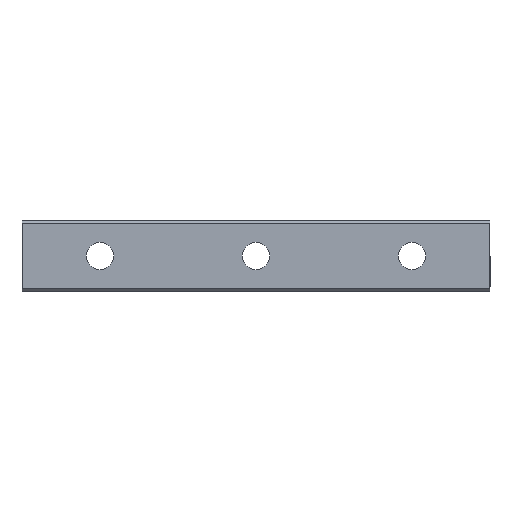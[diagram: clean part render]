
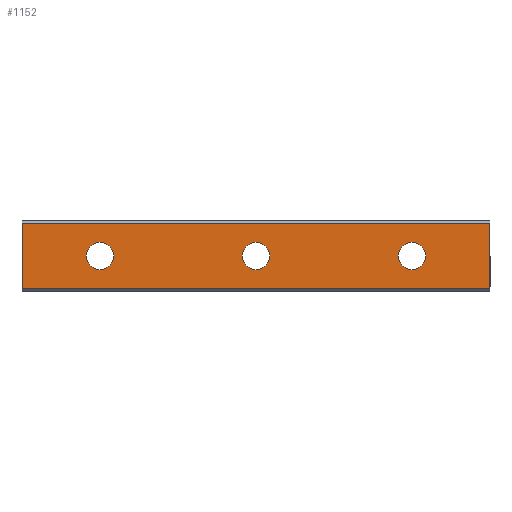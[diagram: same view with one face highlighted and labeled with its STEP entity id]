
A CAD part, front view. The second image highlights one B-rep face of the part: STEP entity #1152.
In plain terms, the highlighted planar face has unit normal (0, -1, 0).
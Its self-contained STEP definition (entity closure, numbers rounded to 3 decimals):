
#1 = CIRCLE ( 'NONE', #905, 1.75 ) ;
#16 = CARTESIAN_POINT ( 'NONE',  ( 0., 0., -1.75 ) ) ;
#31 = CARTESIAN_POINT ( 'NONE',  ( 50., 0., 4.2 ) ) ;
#37 = EDGE_CURVE ( 'NONE', #686, #851, #399, .T. ) ;
#43 = CARTESIAN_POINT ( 'NONE',  ( 50., 0., -4.2 ) ) ;
#52 = AXIS2_PLACEMENT_3D ( 'NONE', #1411, #1164, #378 ) ;
#67 = CIRCLE ( 'NONE', #319, 1.75 ) ;
#141 = PLANE ( 'NONE',  #52 ) ;
#150 = ORIENTED_EDGE ( 'NONE', *, *, #37, .F. ) ;
#152 = DIRECTION ( 'NONE',  ( 0., -1., 0. ) ) ;
#174 = CARTESIAN_POINT ( 'NONE',  ( 40., 0., 0. ) ) ;
#180 = VERTEX_POINT ( 'NONE', #945 ) ;
#189 = DIRECTION ( 'NONE',  ( 0., 0., 1. ) ) ;
#196 = DIRECTION ( 'NONE',  ( 0., -1., 0. ) ) ;
#218 = CARTESIAN_POINT ( 'NONE',  ( -10., 0., 4.2 ) ) ;
#219 = CIRCLE ( 'NONE', #1162, 1.75 ) ;
#227 = DIRECTION ( 'NONE',  ( 0., 0., 1. ) ) ;
#235 = CARTESIAN_POINT ( 'NONE',  ( 40., 0., 1.75 ) ) ;
#243 = DIRECTION ( 'NONE',  ( 1., 0., 0. ) ) ;
#254 = CARTESIAN_POINT ( 'NONE',  ( 40., 0., 0. ) ) ;
#269 = LINE ( 'NONE', #1318, #1205 ) ;
#287 = VECTOR ( 'NONE', #714, 1000. ) ;
#290 = VECTOR ( 'NONE', #1295, 1000. ) ;
#319 = AXIS2_PLACEMENT_3D ( 'NONE', #1011, #196, #189 ) ;
#328 = DIRECTION ( 'NONE',  ( 0., -1., 0. ) ) ;
#378 = DIRECTION ( 'NONE',  ( 0., 0., 1. ) ) ;
#399 = CIRCLE ( 'NONE', #1236, 1.75 ) ;
#469 = EDGE_CURVE ( 'NONE', #851, #686, #67, .T. ) ;
#477 = DIRECTION ( 'NONE',  ( 0., -1., 0. ) ) ;
#483 = DIRECTION ( 'NONE',  ( 0., 0., 1. ) ) ;
#531 = CARTESIAN_POINT ( 'NONE',  ( 20., 0., 1.75 ) ) ;
#537 = AXIS2_PLACEMENT_3D ( 'NONE', #174, #152, #977 ) ;
#583 = EDGE_LOOP ( 'NONE', ( #875, #649 ) ) ;
#587 = DIRECTION ( 'NONE',  ( 0., -1., 0. ) ) ;
#594 = LINE ( 'NONE', #913, #1130 ) ;
#603 = CARTESIAN_POINT ( 'NONE',  ( 20., 0., -1.75 ) ) ;
#618 = EDGE_CURVE ( 'NONE', #180, #662, #219, .T. ) ;
#626 = EDGE_CURVE ( 'NONE', #1430, #831, #935, .T. ) ;
#643 = EDGE_CURVE ( 'NONE', #1050, #1430, #594, .T. ) ;
#649 = ORIENTED_EDGE ( 'NONE', *, *, #1330, .F. ) ;
#662 = VERTEX_POINT ( 'NONE', #235 ) ;
#686 = VERTEX_POINT ( 'NONE', #603 ) ;
#689 = EDGE_LOOP ( 'NONE', ( #1090, #941, #798, #1070 ) ) ;
#714 = DIRECTION ( 'NONE',  ( 0., 0., 1. ) ) ;
#721 = DIRECTION ( 'NONE',  ( -1., 0., 0. ) ) ;
#725 = AXIS2_PLACEMENT_3D ( 'NONE', #1393, #587, #1269 ) ;
#746 = CIRCLE ( 'NONE', #537, 1.75 ) ;
#798 = ORIENTED_EDGE ( 'NONE', *, *, #643, .F. ) ;
#801 = FACE_BOUND ( 'NONE', #583, .T. ) ;
#805 = EDGE_CURVE ( 'NONE', #662, #180, #746, .T. ) ;
#831 = VERTEX_POINT ( 'NONE', #43 ) ;
#851 = VERTEX_POINT ( 'NONE', #531 ) ;
#857 = VERTEX_POINT ( 'NONE', #1340 ) ;
#875 = ORIENTED_EDGE ( 'NONE', *, *, #1375, .F. ) ;
#905 = AXIS2_PLACEMENT_3D ( 'NONE', #1173, #477, #227 ) ;
#913 = CARTESIAN_POINT ( 'NONE',  ( 50., 0., 4.2 ) ) ;
#918 = ORIENTED_EDGE ( 'NONE', *, *, #618, .F. ) ;
#935 = LINE ( 'NONE', #31, #290 ) ;
#937 = FACE_OUTER_BOUND ( 'NONE', #689, .T. ) ;
#941 = ORIENTED_EDGE ( 'NONE', *, *, #626, .F. ) ;
#945 = CARTESIAN_POINT ( 'NONE',  ( 40., 0., -1.75 ) ) ;
#946 = CARTESIAN_POINT ( 'NONE',  ( 0., 0., 1.75 ) ) ;
#977 = DIRECTION ( 'NONE',  ( 0., 0., 1. ) ) ;
#1003 = CIRCLE ( 'NONE', #725, 1.75 ) ;
#1011 = CARTESIAN_POINT ( 'NONE',  ( 20., 0., 0. ) ) ;
#1050 = VERTEX_POINT ( 'NONE', #1361 ) ;
#1055 = DIRECTION ( 'NONE',  ( 0., -1., 0. ) ) ;
#1070 = ORIENTED_EDGE ( 'NONE', *, *, #1316, .F. ) ;
#1073 = CARTESIAN_POINT ( 'NONE',  ( 50., 0., 4.2 ) ) ;
#1090 = ORIENTED_EDGE ( 'NONE', *, *, #1446, .F. ) ;
#1130 = VECTOR ( 'NONE', #243, 1000. ) ;
#1152 = ADVANCED_FACE ( 'NONE', ( #937, #801, #1154, #1259 ), #141, .F. ) ;
#1154 = FACE_BOUND ( 'NONE', #1275, .T. ) ;
#1162 = AXIS2_PLACEMENT_3D ( 'NONE', #254, #1055, #483 ) ;
#1164 = DIRECTION ( 'NONE',  ( 0., 1., 0. ) ) ;
#1173 = CARTESIAN_POINT ( 'NONE',  ( 0., 0., 0. ) ) ;
#1196 = EDGE_LOOP ( 'NONE', ( #1328, #150 ) ) ;
#1205 = VECTOR ( 'NONE', #721, 1000. ) ;
#1216 = VERTEX_POINT ( 'NONE', #946 ) ;
#1236 = AXIS2_PLACEMENT_3D ( 'NONE', #1481, #328, #1354 ) ;
#1259 = FACE_BOUND ( 'NONE', #1196, .T. ) ;
#1260 = LINE ( 'NONE', #218, #287 ) ;
#1269 = DIRECTION ( 'NONE',  ( 0., 0., 1. ) ) ;
#1275 = EDGE_LOOP ( 'NONE', ( #1303, #918 ) ) ;
#1295 = DIRECTION ( 'NONE',  ( 0., 0., -1. ) ) ;
#1303 = ORIENTED_EDGE ( 'NONE', *, *, #805, .F. ) ;
#1316 = EDGE_CURVE ( 'NONE', #857, #1050, #1260, .T. ) ;
#1318 = CARTESIAN_POINT ( 'NONE',  ( 50., 0., -4.2 ) ) ;
#1328 = ORIENTED_EDGE ( 'NONE', *, *, #469, .F. ) ;
#1330 = EDGE_CURVE ( 'NONE', #1369, #1216, #1, .T. ) ;
#1340 = CARTESIAN_POINT ( 'NONE',  ( -10., 0., -4.2 ) ) ;
#1354 = DIRECTION ( 'NONE',  ( 0., 0., 1. ) ) ;
#1361 = CARTESIAN_POINT ( 'NONE',  ( -10., 0., 4.2 ) ) ;
#1369 = VERTEX_POINT ( 'NONE', #16 ) ;
#1375 = EDGE_CURVE ( 'NONE', #1216, #1369, #1003, .T. ) ;
#1393 = CARTESIAN_POINT ( 'NONE',  ( 0., 0., 0. ) ) ;
#1411 = CARTESIAN_POINT ( 'NONE',  ( 50., 0., 4.2 ) ) ;
#1430 = VERTEX_POINT ( 'NONE', #1073 ) ;
#1446 = EDGE_CURVE ( 'NONE', #831, #857, #269, .T. ) ;
#1481 = CARTESIAN_POINT ( 'NONE',  ( 20., 0., 0. ) ) ;
